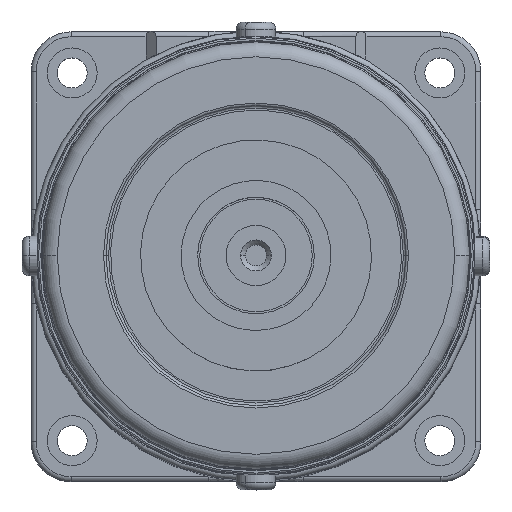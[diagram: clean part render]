
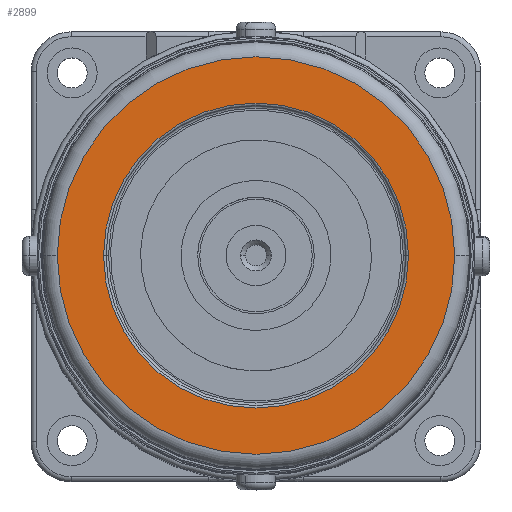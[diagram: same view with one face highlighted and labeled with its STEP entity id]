
A CAD part, top view. The second image highlights one B-rep face of the part: STEP entity #2899.
In plain terms, the highlighted planar face has unit normal (0, 0, 1).
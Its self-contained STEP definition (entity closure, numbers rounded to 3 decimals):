
#181 = PLANE ( 'NONE',  #7307 ) ;
#616 = VERTEX_POINT ( 'NONE', #3593 ) ;
#1304 = DIRECTION ( 'NONE',  ( 1., 0., 0. ) ) ;
#1587 = CARTESIAN_POINT ( 'NONE',  ( -34.668, 15.661, 98.5 ) ) ;
#1673 = AXIS2_PLACEMENT_3D ( 'NONE', #9244, #2181, #5354 ) ;
#1775 = CARTESIAN_POINT ( 'NONE',  ( -65.168, 15.661, 98.5 ) ) ;
#1983 = EDGE_CURVE ( 'NONE', #3387, #616, #8552, .T. ) ;
#2181 = DIRECTION ( 'NONE',  ( 0., 0., 1. ) ) ;
#2882 = AXIS2_PLACEMENT_3D ( 'NONE', #6942, #10027, #2991 ) ;
#2899 = ADVANCED_FACE ( 'NONE', ( #4155, #7323 ), #181, .F. ) ;
#2991 = DIRECTION ( 'NONE',  ( 1., 0., 0. ) ) ;
#3371 = CARTESIAN_POINT ( 'NONE',  ( -65.168, 15.661, 98.5 ) ) ;
#3387 = VERTEX_POINT ( 'NONE', #4116 ) ;
#3593 = CARTESIAN_POINT ( 'NONE',  ( 5.082, 15.661, 98.5 ) ) ;
#3637 = EDGE_CURVE ( 'NONE', #616, #3387, #6152, .T. ) ;
#4116 = CARTESIAN_POINT ( 'NONE',  ( -74.418, 15.661, 98.5 ) ) ;
#4155 = FACE_BOUND ( 'NONE', #4617, .T. ) ;
#4438 = VERTEX_POINT ( 'NONE', #1775 ) ;
#4617 = EDGE_LOOP ( 'NONE', ( #7696, #9162 ) ) ;
#4628 = VERTEX_POINT ( 'NONE', #7179 ) ;
#4769 = DIRECTION ( 'NONE',  ( 0., 0., 1. ) ) ;
#5272 = CARTESIAN_POINT ( 'NONE',  ( -34.668, 15.661, 98.5 ) ) ;
#5320 = EDGE_LOOP ( 'NONE', ( #6337, #5407 ) ) ;
#5354 = DIRECTION ( 'NONE',  ( 1., 0., 0. ) ) ;
#5407 = ORIENTED_EDGE ( 'NONE', *, *, #1983, .T. ) ;
#5881 = AXIS2_PLACEMENT_3D ( 'NONE', #1587, #4769, #7928 ) ;
#6152 = CIRCLE ( 'NONE', #1673, 39.75 ) ;
#6337 = ORIENTED_EDGE ( 'NONE', *, *, #3637, .T. ) ;
#6540 = DIRECTION ( 'NONE',  ( 0., 0., -1. ) ) ;
#6942 = CARTESIAN_POINT ( 'NONE',  ( -34.668, 15.661, 98.5 ) ) ;
#7179 = CARTESIAN_POINT ( 'NONE',  ( -4.168, 15.661, 98.5 ) ) ;
#7307 = AXIS2_PLACEMENT_3D ( 'NONE', #3371, #6540, #9648 ) ;
#7323 = FACE_OUTER_BOUND ( 'NONE', #5320, .T. ) ;
#7366 = CIRCLE ( 'NONE', #2882, 30.5 ) ;
#7696 = ORIENTED_EDGE ( 'NONE', *, *, #9282, .F. ) ;
#7928 = DIRECTION ( 'NONE',  ( 1., 0., 0. ) ) ;
#8414 = AXIS2_PLACEMENT_3D ( 'NONE', #5272, #8428, #1304 ) ;
#8428 = DIRECTION ( 'NONE',  ( 0., 0., 1. ) ) ;
#8552 = CIRCLE ( 'NONE', #8414, 39.75 ) ;
#8993 = CIRCLE ( 'NONE', #5881, 30.5 ) ;
#9162 = ORIENTED_EDGE ( 'NONE', *, *, #9165, .F. ) ;
#9165 = EDGE_CURVE ( 'NONE', #4438, #4628, #7366, .T. ) ;
#9244 = CARTESIAN_POINT ( 'NONE',  ( -34.668, 15.661, 98.5 ) ) ;
#9282 = EDGE_CURVE ( 'NONE', #4628, #4438, #8993, .T. ) ;
#9648 = DIRECTION ( 'NONE',  ( -1., 0., 0. ) ) ;
#10027 = DIRECTION ( 'NONE',  ( 0., 0., 1. ) ) ;
